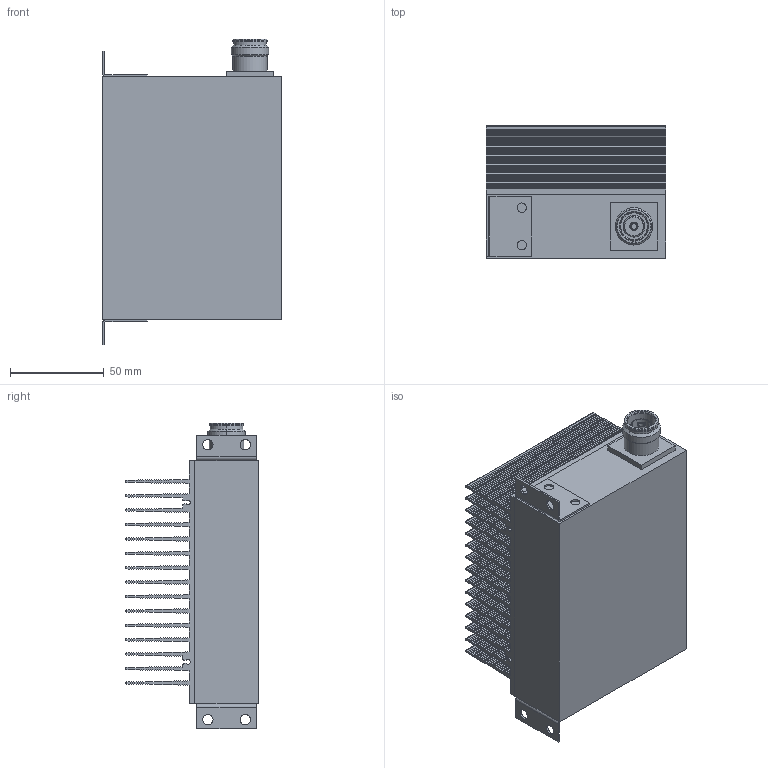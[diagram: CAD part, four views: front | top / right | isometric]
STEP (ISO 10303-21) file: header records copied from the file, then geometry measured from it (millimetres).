
FILE_DESCRIPTION (( 'STEP AP214' ), '1' );
FILE_NAME ('FMTR1151_3D.step', '2023-03-13T23:49:44', ( '' ), ( '' ), 'SwSTEP 2.0', 'SolidWorks 2022', '' );
FILE_SCHEMA (( 'AUTOMOTIVE_DESIGN' ));
Length unit declared in the file: inch
Products named in the file (6): FMTR1151_3D; Copy of QT-0098-A^FMTR1151; Copy of jt-0162-b_1^FMTR1151; Copy (2) of Bracket^FMTR1151; Copy of Bracket^FMTR1151; Copy of GB-0255-A^FMTR1151
Assembly tree (5 placements, depth 2):
  FMTR1151_3D
    Copy of QT-0098-A^FMTR1151
    Copy of GB-0255-A^FMTR1151
    Copy of jt-0162-b_1^FMTR1151
    Copy of Bracket^FMTR1151
    Copy (2) of Bracket^FMTR1151
Bounding box: 96 x 71 x 163.6 mm (x, y, z)
Volume: 547617.5 mm3; surface area: 181975.3 mm2
Topology: 5 solids, 5 shells, 1761 faces, 5209 edges, 3466 vertices
Faces by surface type: plane 1663, cylinder 76, cone 18, bspline 4
Entity records: 58071 total; most frequent: CARTESIAN_POINT 10536, ORIENTED_EDGE 10418, DIRECTION 8911, EDGE_CURVE 5209, VECTOR 5029, LINE 5029, VERTEX_POINT 3466, AXIS2_PLACEMENT_3D 1941
